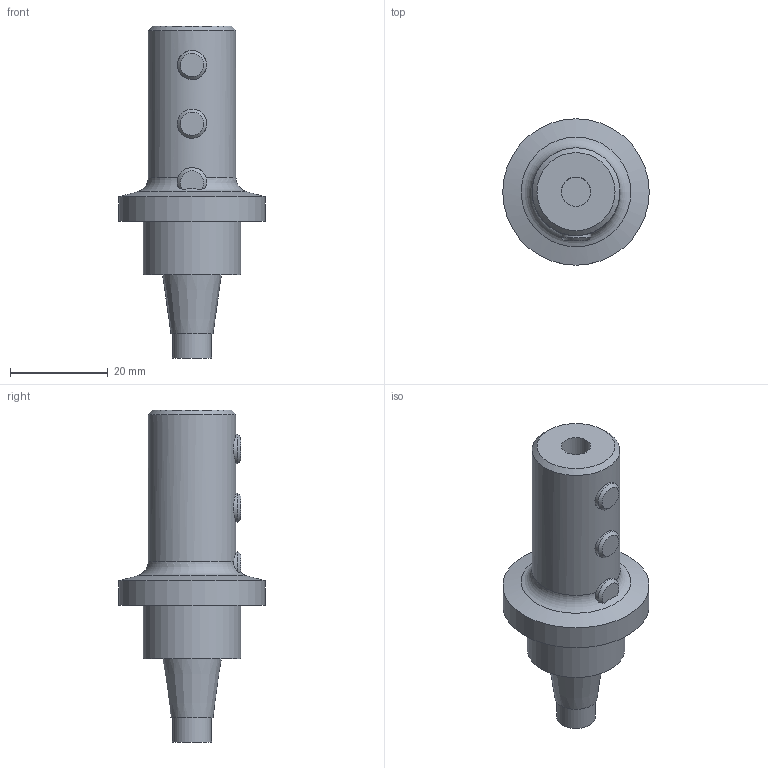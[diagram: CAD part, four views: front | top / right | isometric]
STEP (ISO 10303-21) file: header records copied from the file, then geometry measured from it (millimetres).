
FILE_DESCRIPTION(/* description */ (''),/* implementation_level */ '2;1');
FILE_NAME(/* name */ '10010264712_stp.stp',/* time_stamp */ '2017-05-09T12:35:15+02:00',/* author */ (''),/* organization */ (''),/* preprocessor_version */ 'ST-DEVELOPER v15',/* originating_system */ 'SIEMENS PLM Software NX 9.0',/* authorisation */ '');
FILE_SCHEMA (('AUTOMOTIVE_DESIGN { 1 0 10303 214 3 1 1 1 }'));
Length unit declared in the file: millimetre
Products named in the file (1): reic119C905Eo699
Bounding box: 30 x 30 x 68 mm (x, y, z)
Volume: 16442.4 mm3; surface area: 5687.1 mm2
Topology: 1 solids, 1 shells, 24 faces, 55 edges, 37 vertices
Faces by surface type: plane 9, cylinder 8, cone 6, torus 1
Full cylindrical faces by diameter (mm): 6 x3, 8 x1, 18 x1, 20 x1, 30 x1
Entity records: 691 total; most frequent: CARTESIAN_POINT 249, DIRECTION 90, ORIENTED_EDGE 56, AXIS2_PLACEMENT_3D 45, EDGE_LOOP 43, FACE_BOUND 36, EDGE_CURVE 28, VERTEX_POINT 25
